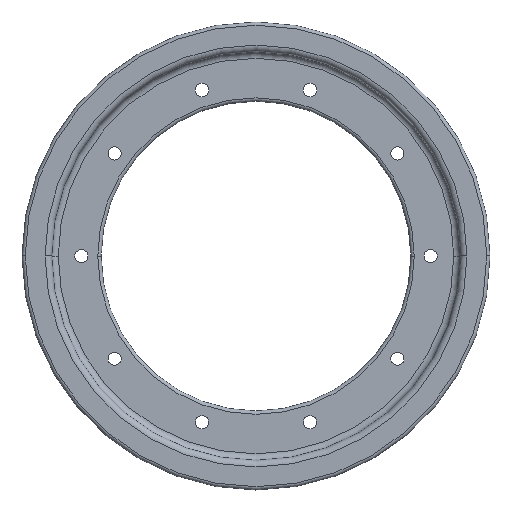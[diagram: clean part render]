
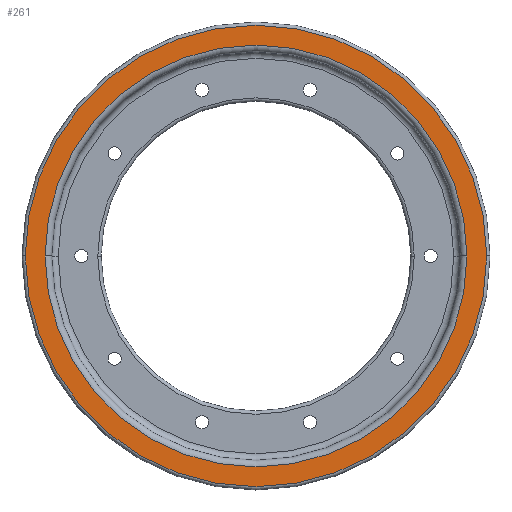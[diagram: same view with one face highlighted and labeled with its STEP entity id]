
A CAD part, top view. The second image highlights one B-rep face of the part: STEP entity #261.
In plain terms, the highlighted planar face has unit normal (0, 0, 1).
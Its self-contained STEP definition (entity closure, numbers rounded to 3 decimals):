
#4 = CARTESIAN_POINT ( 'NONE',  ( -70., 0., 3. ) ) ;
#60 = EDGE_CURVE ( 'NONE', #1345, #63, #310, .T. ) ;
#63 = VERTEX_POINT ( 'NONE', #4 ) ;
#68 = EDGE_CURVE ( 'NONE', #63, #1345, #680, .T. ) ;
#77 = CARTESIAN_POINT ( 'NONE',  ( 0., 0., 3. ) ) ;
#251 = EDGE_LOOP ( 'NONE', ( #1429, #665 ) ) ;
#261 = ADVANCED_FACE ( 'NONE', ( #267, #596 ), #1071, .T. ) ;
#266 = CARTESIAN_POINT ( 'NONE',  ( 0., 0., 3. ) ) ;
#267 = FACE_OUTER_BOUND ( 'NONE', #251, .T. ) ;
#275 = AXIS2_PLACEMENT_3D ( 'NONE', #527, #994, #1094 ) ;
#310 = CIRCLE ( 'NONE', #1140, 70. ) ;
#527 = CARTESIAN_POINT ( 'NONE',  ( 0., 0., 3. ) ) ;
#561 = VERTEX_POINT ( 'NONE', #662 ) ;
#596 = FACE_BOUND ( 'NONE', #1159, .T. ) ;
#602 = DIRECTION ( 'NONE',  ( 1., 0., 0. ) ) ;
#608 = DIRECTION ( 'NONE',  ( 0., 0., -1. ) ) ;
#612 = DIRECTION ( 'NONE',  ( 1., 0., 0. ) ) ;
#631 = AXIS2_PLACEMENT_3D ( 'NONE', #77, #1028, #807 ) ;
#640 = EDGE_CURVE ( 'NONE', #561, #1111, #922, .T. ) ;
#662 = CARTESIAN_POINT ( 'NONE',  ( 64., 0., 3. ) ) ;
#665 = ORIENTED_EDGE ( 'NONE', *, *, #68, .T. ) ;
#680 = CIRCLE ( 'NONE', #631, 70. ) ;
#712 = DIRECTION ( 'NONE',  ( 0., 0., 1. ) ) ;
#807 = DIRECTION ( 'NONE',  ( 1., 0., 0. ) ) ;
#836 = EDGE_CURVE ( 'NONE', #1111, #561, #1393, .T. ) ;
#922 = CIRCLE ( 'NONE', #1112, 64. ) ;
#951 = CARTESIAN_POINT ( 'NONE',  ( 0., 0., 3. ) ) ;
#994 = DIRECTION ( 'NONE',  ( 0., 0., -1. ) ) ;
#1028 = DIRECTION ( 'NONE',  ( 0., 0., 1. ) ) ;
#1053 = CARTESIAN_POINT ( 'NONE',  ( -64., 0., 3. ) ) ;
#1071 = PLANE ( 'NONE',  #1308 ) ;
#1094 = DIRECTION ( 'NONE',  ( 1., 0., 0. ) ) ;
#1111 = VERTEX_POINT ( 'NONE', #1053 ) ;
#1112 = AXIS2_PLACEMENT_3D ( 'NONE', #1173, #608, #612 ) ;
#1140 = AXIS2_PLACEMENT_3D ( 'NONE', #266, #712, #602 ) ;
#1159 = EDGE_LOOP ( 'NONE', ( #1225, #1465 ) ) ;
#1173 = CARTESIAN_POINT ( 'NONE',  ( 0., 0., 3. ) ) ;
#1196 = DIRECTION ( 'NONE',  ( 1., 0., 0. ) ) ;
#1225 = ORIENTED_EDGE ( 'NONE', *, *, #640, .T. ) ;
#1308 = AXIS2_PLACEMENT_3D ( 'NONE', #951, #1414, #1196 ) ;
#1345 = VERTEX_POINT ( 'NONE', #1456 ) ;
#1393 = CIRCLE ( 'NONE', #275, 64. ) ;
#1414 = DIRECTION ( 'NONE',  ( 0., 0., 1. ) ) ;
#1429 = ORIENTED_EDGE ( 'NONE', *, *, #60, .T. ) ;
#1456 = CARTESIAN_POINT ( 'NONE',  ( 70., 0., 3. ) ) ;
#1465 = ORIENTED_EDGE ( 'NONE', *, *, #836, .T. ) ;
